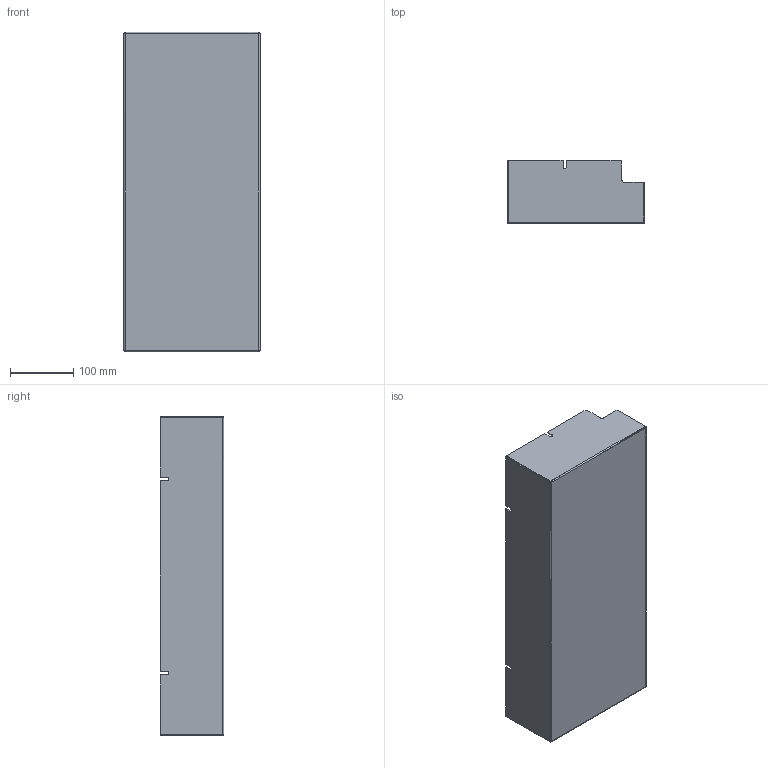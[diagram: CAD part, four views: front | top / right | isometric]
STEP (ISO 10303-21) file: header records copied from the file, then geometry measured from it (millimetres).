
FILE_DESCRIPTION((''),'2;1');
FILE_NAME('20203_4650_140_ABDECKUNG','2013-04-19T',('pohle'),(''),'PRO/ENGINEER BY PARAMETRIC TECHNOLOGY CORPORATION, 2007390','PRO/ENGINEER BY PARAMETRIC TECHNOLOGY CORPORATION, 2007390','');
FILE_SCHEMA(('CONFIG_CONTROL_DESIGN'));
Length unit declared in the file: millimetre
Products named in the file (1): 20203_4650_140_ABDECKUNG
Bounding box: 215 x 100 x 504 mm (x, y, z)
Volume: 341801.1 mm3; surface area: 459102.2 mm2
Topology: 1 solids, 1 shells, 62 faces, 148 edges, 88 vertices
Faces by surface type: plane 38, cylinder 16, bspline 8
Entity records: 2024 total; most frequent: CARTESIAN_POINT 608, ORIENTED_EDGE 296, DIRECTION 256, EDGE_CURVE 148, VECTOR 116, LINE 116, VERTEX_POINT 88, AXIS2_PLACEMENT_3D 70
